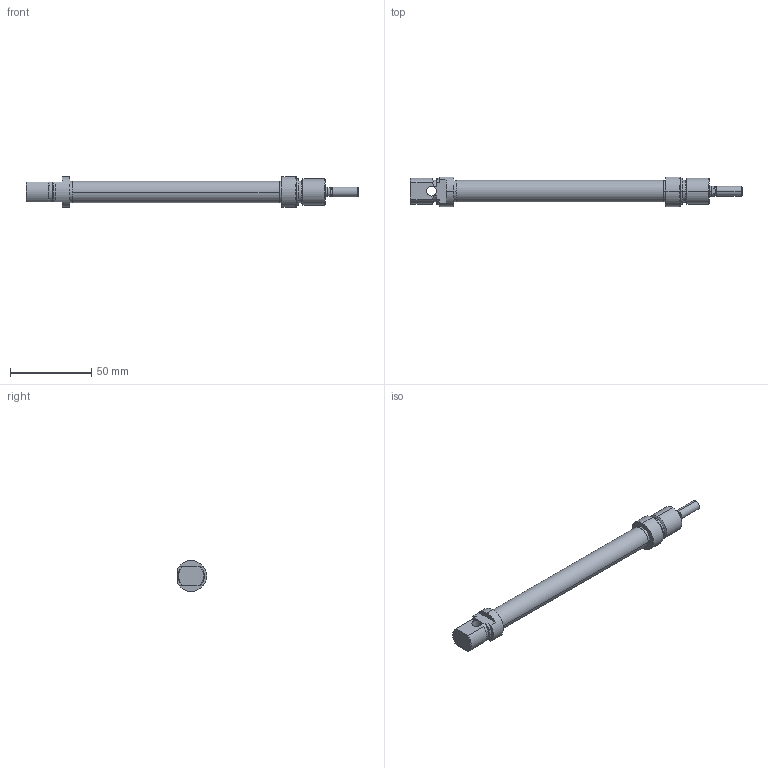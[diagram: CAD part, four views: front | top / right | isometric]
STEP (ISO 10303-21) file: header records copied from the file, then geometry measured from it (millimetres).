
FILE_DESCRIPTION (( 'STEP AP214' ), '1' );
FILE_NAME ('PM 12-100 CYLINDER.STEP', '2010-08-05T06:44:12', ( '' ), ( '' ), 'SwSTEP 2.0', 'SolidWorks 2010', '' );
FILE_SCHEMA (( 'AUTOMOTIVE_DESIGN' ));
Length unit declared in the file: millimetre
Products named in the file (5): 12  ARKA KAPAK; 12   Boru; 12  烰  KAPAK; 12-16 Mil ; PM  12-100 CYLINDER
Assembly tree (4 placements, depth 2):
  PM  12-100 CYLINDER
    12-16 Mil 
    12  烰  KAPAK
    12   Boru
    12  ARKA KAPAK
Bounding box: 204 x 18 x 19 mm (x, y, z)
Volume: 20633.6 mm3; surface area: 19312.1 mm2
Topology: 4 solids, 4 shells, 113 faces, 260 edges, 165 vertices
Faces by surface type: cylinder 46, plane 36, cone 31
Entity records: 3622 total; most frequent: CARTESIAN_POINT 687, DIRECTION 603, ORIENTED_EDGE 520, EDGE_CURVE 260, AXIS2_PLACEMENT_3D 249, VERTEX_POINT 165, EDGE_LOOP 131, CIRCLE 129
